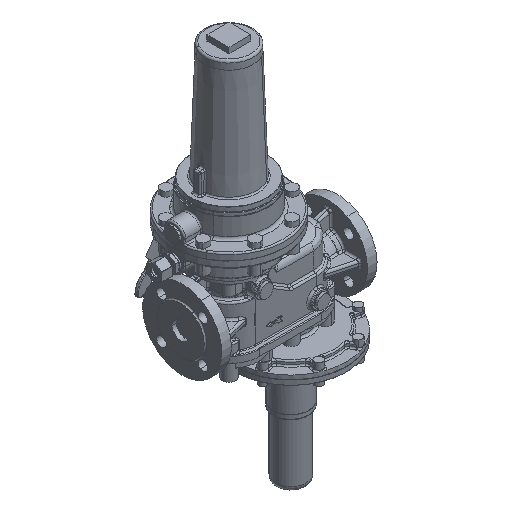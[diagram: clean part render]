
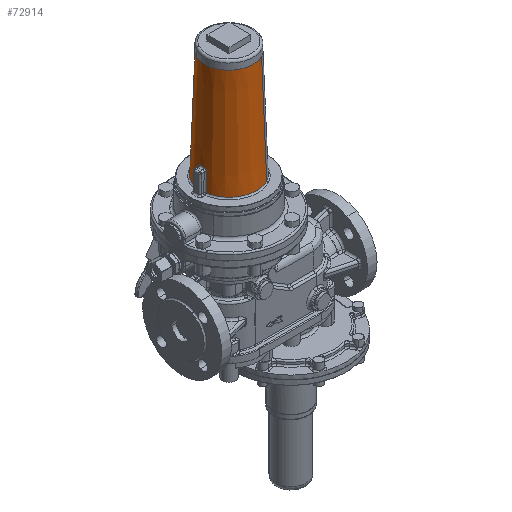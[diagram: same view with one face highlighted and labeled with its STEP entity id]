
A CAD part, isometric view. The second image highlights one B-rep face of the part: STEP entity #72914.
In plain terms, the highlighted conical face has half-angle 2 degrees and reference radius 35 mm.
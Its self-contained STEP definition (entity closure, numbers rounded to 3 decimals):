
#71829=AXIS2_PLACEMENT_3D('Circle Axis2P3D',#71827,#71828,$) ;
#72056=AXIS2_PLACEMENT_3D('Circle Axis2P3D',#72054,#72055,$) ;
#72811=AXIS2_PLACEMENT_3D('Cone Axis2P3D',#72808,#72809,#72810) ;
#72822=AXIS2_PLACEMENT_3D('Circle Axis2P3D',#72820,#72821,$) ;
#72829=AXIS2_PLACEMENT_3D('Circle Axis2P3D',#72827,#72828,$) ;
#72868=AXIS2_PLACEMENT_3D('Circle Axis2P3D',#72866,#72867,$) ;
#71824=CARTESIAN_POINT('Vertex',(-39.896,6.67,161.43)) ;
#71827=CARTESIAN_POINT('Axis2P3D Location',(0.,0.,161.43)) ;
#71831=CARTESIAN_POINT('Vertex',(-19.393,35.498,161.43)) ;
#72024=CARTESIAN_POINT('Vertex',(19.393,-35.498,161.43)) ;
#72046=CARTESIAN_POINT('Vertex',(-39.896,-6.67,161.43)) ;
#72054=CARTESIAN_POINT('Axis2P3D Location',(0.,0.,161.43)) ;
#72808=CARTESIAN_POINT('Axis2P3D Location',(0.,0.,317.5)) ;
#72813=CARTESIAN_POINT('Line Origine',(8374.245,-15328.953,-498876.779)) ;
#72817=CARTESIAN_POINT('Vertex',(16.78,-30.715,317.5)) ;
#72820=CARTESIAN_POINT('Axis2P3D Location',(0.,0.,317.5)) ;
#72824=CARTESIAN_POINT('Vertex',(-30.715,16.78,317.5)) ;
#72827=CARTESIAN_POINT('Axis2P3D Location',(0.,0.,317.5)) ;
#72831=CARTESIAN_POINT('Vertex',(-16.78,30.715,317.5)) ;
#72834=CARTESIAN_POINT('Line Origine',(-8374.245,15328.953,-498876.779)) ;
#72840=CARTESIAN_POINT('Control Point',(-39.896,6.67,161.43)) ;
#72841=CARTESIAN_POINT('Control Point',(-39.59,6.668,170.097)) ;
#72842=CARTESIAN_POINT('Control Point',(-39.283,6.666,178.764)) ;
#72843=CARTESIAN_POINT('Control Point',(-38.977,6.663,187.43)) ;
#72844=CARTESIAN_POINT('Vertex',(-38.977,6.663,187.43)) ;
#72848=CARTESIAN_POINT('Control Point',(-38.977,6.663,187.43)) ;
#72849=CARTESIAN_POINT('Control Point',(-38.97,6.663,187.633)) ;
#72850=CARTESIAN_POINT('Control Point',(-38.964,6.651,187.837)) ;
#72851=CARTESIAN_POINT('Control Point',(-38.962,6.626,188.035)) ;
#72852=CARTESIAN_POINT('Control Point',(-38.959,6.528,188.568)) ;
#72853=CARTESIAN_POINT('Control Point',(-38.97,6.369,189.012)) ;
#72854=CARTESIAN_POINT('Control Point',(-38.98,6.252,189.265)) ;
#72855=CARTESIAN_POINT('Control Point',(-39.008,5.96,189.79)) ;
#72856=CARTESIAN_POINT('Control Point',(-39.042,5.637,190.184)) ;
#72857=CARTESIAN_POINT('Control Point',(-39.062,5.445,190.38)) ;
#72858=CARTESIAN_POINT('Control Point',(-39.127,4.829,190.916)) ;
#72859=CARTESIAN_POINT('Control Point',(-39.19,4.186,191.223)) ;
#72860=CARTESIAN_POINT('Control Point',(-39.23,3.746,191.362)) ;
#72861=CARTESIAN_POINT('Control Point',(-39.267,3.301,191.43)) ;
#72862=CARTESIAN_POINT('Control Point',(-39.299,2.855,191.43)) ;
#72863=CARTESIAN_POINT('Vertex',(-39.299,2.855,191.43)) ;
#72866=CARTESIAN_POINT('Axis2P3D Location',(0.,0.,191.43)) ;
#72870=CARTESIAN_POINT('Vertex',(-39.299,-2.855,191.43)) ;
#72874=CARTESIAN_POINT('Control Point',(-39.299,-2.855,191.43)) ;
#72875=CARTESIAN_POINT('Control Point',(-39.267,-3.293,191.43)) ;
#72876=CARTESIAN_POINT('Control Point',(-39.231,-3.731,191.364)) ;
#72877=CARTESIAN_POINT('Control Point',(-39.192,-4.167,191.23)) ;
#72878=CARTESIAN_POINT('Control Point',(-39.136,-4.741,190.959)) ;
#72879=CARTESIAN_POINT('Control Point',(-39.078,-5.294,190.51)) ;
#72880=CARTESIAN_POINT('Control Point',(-39.064,-5.43,190.386)) ;
#72881=CARTESIAN_POINT('Control Point',(-39.033,-5.72,190.088)) ;
#72882=CARTESIAN_POINT('Control Point',(-39.005,-5.997,189.712)) ;
#72883=CARTESIAN_POINT('Control Point',(-38.99,-6.14,189.483)) ;
#72884=CARTESIAN_POINT('Control Point',(-38.971,-6.345,189.082)) ;
#72885=CARTESIAN_POINT('Control Point',(-38.962,-6.508,188.581)) ;
#72886=CARTESIAN_POINT('Control Point',(-38.96,-6.557,188.399)) ;
#72887=CARTESIAN_POINT('Control Point',(-38.961,-6.618,188.098)) ;
#72888=CARTESIAN_POINT('Control Point',(-38.967,-6.651,187.775)) ;
#72889=CARTESIAN_POINT('Control Point',(-38.969,-6.659,187.66)) ;
#72890=CARTESIAN_POINT('Control Point',(-38.973,-6.663,187.545)) ;
#72891=CARTESIAN_POINT('Control Point',(-38.977,-6.663,187.43)) ;
#72892=CARTESIAN_POINT('Vertex',(-38.977,-6.663,187.43)) ;
#72896=CARTESIAN_POINT('Control Point',(-39.896,-6.67,161.43)) ;
#72897=CARTESIAN_POINT('Control Point',(-39.59,-6.668,170.097)) ;
#72898=CARTESIAN_POINT('Control Point',(-39.283,-6.666,178.764)) ;
#72899=CARTESIAN_POINT('Control Point',(-38.977,-6.663,187.43)) ;
#71828=DIRECTION('Axis2P3D Direction',(0.,0.,1.)) ;
#72055=DIRECTION('Axis2P3D Direction',(0.,0.,1.)) ;
#72809=DIRECTION('Axis2P3D Direction',(0.,0.,-1.)) ;
#72810=DIRECTION('Axis2P3D XDirection',(0.479,-0.878,0.)) ;
#72814=DIRECTION('Vector Direction',(0.017,-0.031,-0.999)) ;
#72821=DIRECTION('Axis2P3D Direction',(0.,0.,-1.)) ;
#72828=DIRECTION('Axis2P3D Direction',(0.,0.,-1.)) ;
#72835=DIRECTION('Vector Direction',(-0.017,0.031,-0.999)) ;
#72867=DIRECTION('Axis2P3D Direction',(0.,0.,-1.)) ;
#72815=VECTOR('Line Direction',#72814,1.) ;
#72836=VECTOR('Line Direction',#72835,1.) ;
#72902=ORIENTED_EDGE('',*,*,#72058,.T.) ;
#72903=ORIENTED_EDGE('',*,*,#72819,.F.) ;
#72904=ORIENTED_EDGE('',*,*,#72826,.T.) ;
#72905=ORIENTED_EDGE('',*,*,#72833,.T.) ;
#72906=ORIENTED_EDGE('',*,*,#72838,.T.) ;
#72907=ORIENTED_EDGE('',*,*,#71833,.T.) ;
#72908=ORIENTED_EDGE('',*,*,#72846,.F.) ;
#72909=ORIENTED_EDGE('',*,*,#72865,.F.) ;
#72910=ORIENTED_EDGE('',*,*,#72872,.F.) ;
#72911=ORIENTED_EDGE('',*,*,#72894,.F.) ;
#72912=ORIENTED_EDGE('',*,*,#72900,.F.) ;
#72914=ADVANCED_FACE('Brep With Voids',(#72913),#72812,.T.) ;
#72839=B_SPLINE_CURVE_WITH_KNOTS('',3,(#72840,#72841,#72842,#72843),.UNSPECIFIED.,.F.,.U.,(4,4),(0.,36.794),.UNSPECIFIED.) ;
#72847=B_SPLINE_CURVE_WITH_KNOTS('',5,(#72848,#72849,#72850,#72851,#72852,#72853,#72854,#72855,#72856,#72857,#72858,#72859,#72860,#72861,#72862),.UNSPECIFIED.,.F.,.U.,(6,3,3,3,6),(0.,1.181,3.375,6.371,12.812),.UNSPECIFIED.) ;
#72873=B_SPLINE_CURVE_WITH_KNOTS('',5,(#72874,#72875,#72876,#72877,#72878,#72879,#72880,#72881,#72882,#72883,#72884,#72885,#72886,#72887,#72888,#72889,#72890,#72891),.UNSPECIFIED.,.F.,.U.,(6,3,3,3,3,6),(0.,6.335,8.422,10.879,12.141,12.807),.UNSPECIFIED.) ;
#72895=B_SPLINE_CURVE_WITH_KNOTS('',3,(#72896,#72897,#72898,#72899),.UNSPECIFIED.,.F.,.U.,(4,4),(0.,36.794),.UNSPECIFIED.) ;
#71830=CIRCLE('generated circle',#71829,40.45) ;
#72057=CIRCLE('generated circle',#72056,40.45) ;
#72823=CIRCLE('generated circle',#72822,35.) ;
#72830=CIRCLE('generated circle',#72829,35.) ;
#72869=CIRCLE('generated circle',#72868,39.402) ;
#72812=CONICAL_SURFACE('Cone',#72811,35.,0.035) ;
#71833=EDGE_CURVE('',#71832,#71825,#71830,.T.) ;
#72058=EDGE_CURVE('',#72047,#72025,#72057,.T.) ;
#72819=EDGE_CURVE('',#72818,#72025,#72816,.T.) ;
#72826=EDGE_CURVE('',#72818,#72825,#72823,.T.) ;
#72833=EDGE_CURVE('',#72825,#72832,#72830,.T.) ;
#72838=EDGE_CURVE('',#72832,#71832,#72837,.T.) ;
#72846=EDGE_CURVE('',#72845,#71825,#72839,.F.) ;
#72865=EDGE_CURVE('',#72864,#72845,#72847,.F.) ;
#72872=EDGE_CURVE('',#72871,#72864,#72869,.T.) ;
#72894=EDGE_CURVE('',#72893,#72871,#72873,.F.) ;
#72900=EDGE_CURVE('',#72047,#72893,#72895,.T.) ;
#72901=EDGE_LOOP('',(#72902,#72903,#72904,#72905,#72906,#72907,#72908,#72909,#72910,#72911,#72912)) ;
#72913=FACE_OUTER_BOUND('',#72901,.T.) ;
#72816=LINE('Line',#72813,#72815) ;
#72837=LINE('Line',#72834,#72836) ;
#71825=VERTEX_POINT('',#71824) ;
#71832=VERTEX_POINT('',#71831) ;
#72025=VERTEX_POINT('',#72024) ;
#72047=VERTEX_POINT('',#72046) ;
#72818=VERTEX_POINT('',#72817) ;
#72825=VERTEX_POINT('',#72824) ;
#72832=VERTEX_POINT('',#72831) ;
#72845=VERTEX_POINT('',#72844) ;
#72864=VERTEX_POINT('',#72863) ;
#72871=VERTEX_POINT('',#72870) ;
#72893=VERTEX_POINT('',#72892) ;
